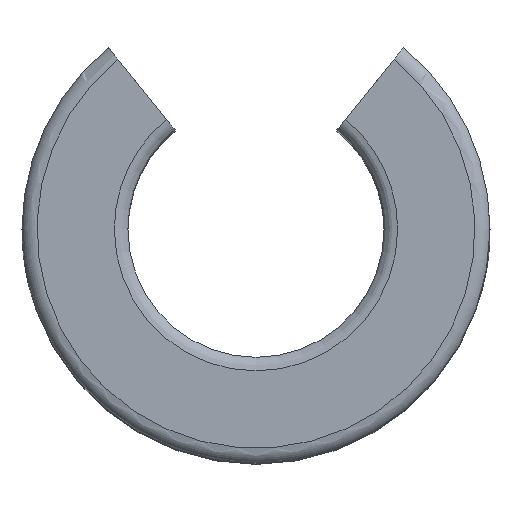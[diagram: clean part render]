
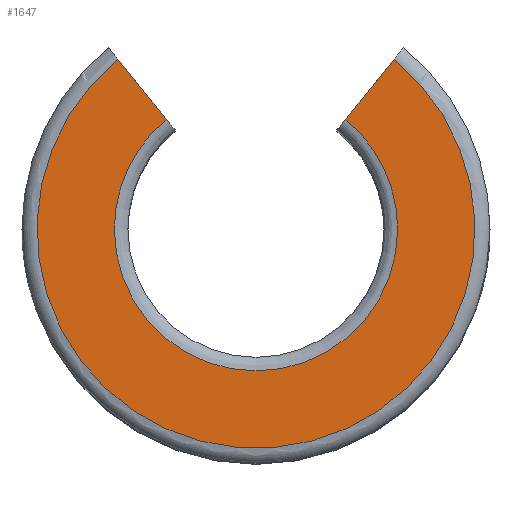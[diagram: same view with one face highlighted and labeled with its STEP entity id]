
A CAD part, top view. The second image highlights one B-rep face of the part: STEP entity #1647.
In plain terms, the highlighted planar face has unit normal (0, 0, 1).
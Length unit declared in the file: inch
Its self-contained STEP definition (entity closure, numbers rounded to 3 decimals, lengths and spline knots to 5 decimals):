
#105 = ORIENTED_EDGE ( 'NONE', *, *, #4620, .T. ) ;
#128 = AXIS2_PLACEMENT_3D ( 'NONE', #2401, #3545, #3192 ) ;
#301 = FACE_OUTER_BOUND ( 'NONE', #1411, .T. ) ;
#505 = DIRECTION ( 'NONE',  ( 0., 0., -1. ) ) ;
#810 = CARTESIAN_POINT ( 'NONE',  ( 0.40577, 0.5, 0.62742 ) ) ;
#867 = CARTESIAN_POINT ( 'NONE',  ( 0.16541, 0.20318, 0.62742 ) ) ;
#921 = ORIENTED_EDGE ( 'NONE', *, *, #4413, .F. ) ;
#1018 = CARTESIAN_POINT ( 'NONE',  ( -0.25542, 0.31434, 0.62742 ) ) ;
#1086 = VECTOR ( 'NONE', #3267, 39.37008 ) ;
#1138 = LINE ( 'NONE', #810, #2737 ) ;
#1139 = EDGE_CURVE ( 'NONE', #1283, #4730, #2897, .T. ) ;
#1283 = VERTEX_POINT ( 'NONE', #867 ) ;
#1344 = PLANE ( 'NONE',  #2433 ) ;
#1411 = EDGE_LOOP ( 'NONE', ( #921, #3837, #1654, #3334, #105, #3525 ) ) ;
#1452 = CIRCLE ( 'NONE', #3363, 0.262 ) ;
#1619 = EDGE_CURVE ( 'NONE', #4218, #4260, #2198, .T. ) ;
#1647 = ADVANCED_FACE ( 'NONE', ( #301 ), #1344, .F. ) ;
#1654 = ORIENTED_EDGE ( 'NONE', *, *, #1139, .T. ) ;
#1859 = EDGE_CURVE ( 'NONE', #4730, #2235, #4804, .T. ) ;
#1868 = VERTEX_POINT ( 'NONE', #4758 ) ;
#1898 = CARTESIAN_POINT ( 'NONE',  ( 0., 0., 0.62742 ) ) ;
#1947 = DIRECTION ( 'NONE',  ( 0., 0., -1. ) ) ;
#2198 = LINE ( 'NONE', #3659, #1086 ) ;
#2235 = VERTEX_POINT ( 'NONE', #4020 ) ;
#2401 = CARTESIAN_POINT ( 'NONE',  ( 0., 0., 0.62742 ) ) ;
#2433 = AXIS2_PLACEMENT_3D ( 'NONE', #2859, #4374, #4013 ) ;
#2458 = CARTESIAN_POINT ( 'NONE',  ( 0., 0., 0.62742 ) ) ;
#2737 = VECTOR ( 'NONE', #3793, 39.37008 ) ;
#2859 = CARTESIAN_POINT ( 'NONE',  ( 0., 0.40502, 0.62742 ) ) ;
#2897 = CIRCLE ( 'NONE', #3461, 0.262 ) ;
#2976 = CARTESIAN_POINT ( 'NONE',  ( -0.16541, 0.20318, 0.62742 ) ) ;
#3041 = CIRCLE ( 'NONE', #128, 0.40502 ) ;
#3159 = DIRECTION ( 'NONE',  ( 0., -1., 0. ) ) ;
#3192 = DIRECTION ( 'NONE',  ( 0., 1., 0. ) ) ;
#3267 = DIRECTION ( 'NONE',  ( 0.629, -0.777, 0. ) ) ;
#3283 = CARTESIAN_POINT ( 'NONE',  ( 0.262, 0., 0.62742 ) ) ;
#3334 = ORIENTED_EDGE ( 'NONE', *, *, #1859, .T. ) ;
#3363 = AXIS2_PLACEMENT_3D ( 'NONE', #1898, #1947, #3468 ) ;
#3461 = AXIS2_PLACEMENT_3D ( 'NONE', #3936, #505, #4668 ) ;
#3468 = DIRECTION ( 'NONE',  ( 0., -1., 0. ) ) ;
#3525 = ORIENTED_EDGE ( 'NONE', *, *, #1619, .F. ) ;
#3545 = DIRECTION ( 'NONE',  ( 0., 0., -1. ) ) ;
#3659 = CARTESIAN_POINT ( 'NONE',  ( -0.14961, 0.18367, 0.62742 ) ) ;
#3793 = DIRECTION ( 'NONE',  ( 0.629, 0.777, 0. ) ) ;
#3808 = EDGE_CURVE ( 'NONE', #1283, #1868, #1138, .T. ) ;
#3837 = ORIENTED_EDGE ( 'NONE', *, *, #3808, .F. ) ;
#3936 = CARTESIAN_POINT ( 'NONE',  ( 0., 0., 0.62742 ) ) ;
#3977 = DIRECTION ( 'NONE',  ( 0., 0., -1. ) ) ;
#4013 = DIRECTION ( 'NONE',  ( 0., 1., 0. ) ) ;
#4020 = CARTESIAN_POINT ( 'NONE',  ( -0.262, 0., 0.62742 ) ) ;
#4218 = VERTEX_POINT ( 'NONE', #1018 ) ;
#4260 = VERTEX_POINT ( 'NONE', #2976 ) ;
#4374 = DIRECTION ( 'NONE',  ( 0., 0., -1. ) ) ;
#4413 = EDGE_CURVE ( 'NONE', #1868, #4218, #3041, .T. ) ;
#4414 = AXIS2_PLACEMENT_3D ( 'NONE', #2458, #3977, #3159 ) ;
#4620 = EDGE_CURVE ( 'NONE', #2235, #4260, #1452, .T. ) ;
#4668 = DIRECTION ( 'NONE',  ( 0., -1., 0. ) ) ;
#4730 = VERTEX_POINT ( 'NONE', #3283 ) ;
#4758 = CARTESIAN_POINT ( 'NONE',  ( 0.25542, 0.31434, 0.62742 ) ) ;
#4804 = CIRCLE ( 'NONE', #4414, 0.262 ) ;
